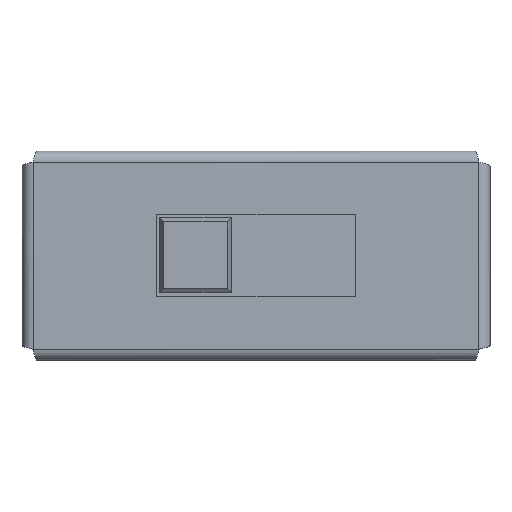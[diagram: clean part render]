
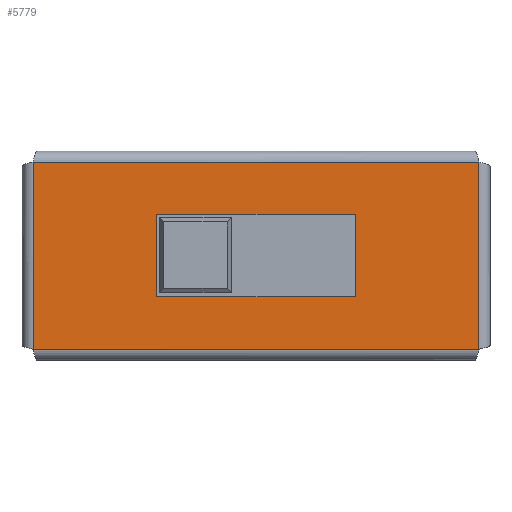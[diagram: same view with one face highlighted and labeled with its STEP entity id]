
A CAD part, top view. The second image highlights one B-rep face of the part: STEP entity #5779.
In plain terms, the highlighted planar face has unit normal (0, 0, 1).
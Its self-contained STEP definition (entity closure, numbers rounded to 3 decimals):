
#257 = EDGE_CURVE ( 'NONE', #4164, #11696, #16180, .T. ) ;
#386 = EDGE_CURVE ( 'NONE', #15312, #9550, #8333, .T. ) ;
#846 = VECTOR ( 'NONE', #6956, 1000. ) ;
#1276 = DIRECTION ( 'NONE',  ( 1., 0., 0. ) ) ;
#1450 = FACE_OUTER_BOUND ( 'NONE', #11717, .T. ) ;
#1816 = DIRECTION ( 'NONE',  ( -1., 0., 0. ) ) ;
#2555 = CARTESIAN_POINT ( 'NONE',  ( 0., 0., 0. ) ) ;
#2571 = CARTESIAN_POINT ( 'NONE',  ( -1.8, -0.75, 0. ) ) ;
#2666 = VERTEX_POINT ( 'NONE', #13774 ) ;
#3027 = VECTOR ( 'NONE', #1816, 1000. ) ;
#3278 = CARTESIAN_POINT ( 'NONE',  ( 1.8, 0.75, 0. ) ) ;
#3474 = EDGE_CURVE ( 'NONE', #11696, #9215, #6068, .T. ) ;
#3914 = LINE ( 'NONE', #6548, #7273 ) ;
#4164 = VERTEX_POINT ( 'NONE', #12768 ) ;
#4727 = CARTESIAN_POINT ( 'NONE',  ( -1.8, 0.75, 0. ) ) ;
#5051 = ORIENTED_EDGE ( 'NONE', *, *, #386, .T. ) ;
#5146 = CARTESIAN_POINT ( 'NONE',  ( -4.049, -1.699, 0. ) ) ;
#5530 = EDGE_LOOP ( 'NONE', ( #9211, #7523, #11854, #16702 ) ) ;
#5531 = VECTOR ( 'NONE', #10323, 1000. ) ;
#5702 = VERTEX_POINT ( 'NONE', #7154 ) ;
#5779 = ADVANCED_FACE ( 'NONE', ( #15457, #1450 ), #15541, .T. ) ;
#5893 = DIRECTION ( 'NONE',  ( 0., 1., 0. ) ) ;
#6068 = LINE ( 'NONE', #12564, #13142 ) ;
#6548 = CARTESIAN_POINT ( 'NONE',  ( -4.049, 1.699, 0. ) ) ;
#6569 = CARTESIAN_POINT ( 'NONE',  ( -1.8, -0.75, 0. ) ) ;
#6668 = EDGE_CURVE ( 'NONE', #9215, #10488, #8142, .T. ) ;
#6675 = LINE ( 'NONE', #5146, #5531 ) ;
#6956 = DIRECTION ( 'NONE',  ( 0., -1., 0. ) ) ;
#7154 = CARTESIAN_POINT ( 'NONE',  ( 4.049, -1.699, 0. ) ) ;
#7273 = VECTOR ( 'NONE', #11759, 1000. ) ;
#7523 = ORIENTED_EDGE ( 'NONE', *, *, #12693, .F. ) ;
#7533 = CARTESIAN_POINT ( 'NONE',  ( 4.049, 1.699, 0. ) ) ;
#7690 = CARTESIAN_POINT ( 'NONE',  ( 4.049, -1.699, 0. ) ) ;
#7741 = DIRECTION ( 'NONE',  ( 1., 0., 0. ) ) ;
#7854 = ORIENTED_EDGE ( 'NONE', *, *, #10166, .T. ) ;
#8059 = ORIENTED_EDGE ( 'NONE', *, *, #14312, .T. ) ;
#8142 = LINE ( 'NONE', #14779, #846 ) ;
#8333 = LINE ( 'NONE', #11071, #3027 ) ;
#8443 = DIRECTION ( 'NONE',  ( -1., 0., 0. ) ) ;
#8551 = CARTESIAN_POINT ( 'NONE',  ( 1.8, 0.75, 0. ) ) ;
#9211 = ORIENTED_EDGE ( 'NONE', *, *, #257, .F. ) ;
#9215 = VERTEX_POINT ( 'NONE', #4727 ) ;
#9550 = VERTEX_POINT ( 'NONE', #10040 ) ;
#9918 = LINE ( 'NONE', #7690, #10977 ) ;
#10040 = CARTESIAN_POINT ( 'NONE',  ( -4.049, 1.699, 0. ) ) ;
#10076 = DIRECTION ( 'NONE',  ( 0., 1., 0. ) ) ;
#10166 = EDGE_CURVE ( 'NONE', #9550, #2666, #3914, .T. ) ;
#10323 = DIRECTION ( 'NONE',  ( 1., 0., 0. ) ) ;
#10380 = VECTOR ( 'NONE', #7741, 1000. ) ;
#10488 = VERTEX_POINT ( 'NONE', #6569 ) ;
#10977 = VECTOR ( 'NONE', #10076, 1000. ) ;
#11071 = CARTESIAN_POINT ( 'NONE',  ( 4.049, 1.699, 0. ) ) ;
#11696 = VERTEX_POINT ( 'NONE', #8551 ) ;
#11717 = EDGE_LOOP ( 'NONE', ( #8059, #5051, #7854, #12805 ) ) ;
#11759 = DIRECTION ( 'NONE',  ( 0., -1., 0. ) ) ;
#11854 = ORIENTED_EDGE ( 'NONE', *, *, #6668, .F. ) ;
#12564 = CARTESIAN_POINT ( 'NONE',  ( -1.8, 0.75, 0. ) ) ;
#12693 = EDGE_CURVE ( 'NONE', #10488, #4164, #14288, .T. ) ;
#12768 = CARTESIAN_POINT ( 'NONE',  ( 1.8, -0.75, 0. ) ) ;
#12805 = ORIENTED_EDGE ( 'NONE', *, *, #14411, .T. ) ;
#12833 = AXIS2_PLACEMENT_3D ( 'NONE', #2555, #16895, #1276 ) ;
#13142 = VECTOR ( 'NONE', #8443, 1000. ) ;
#13774 = CARTESIAN_POINT ( 'NONE',  ( -4.049, -1.699, 0. ) ) ;
#14288 = LINE ( 'NONE', #2571, #10380 ) ;
#14312 = EDGE_CURVE ( 'NONE', #5702, #15312, #9918, .T. ) ;
#14411 = EDGE_CURVE ( 'NONE', #2666, #5702, #6675, .T. ) ;
#14779 = CARTESIAN_POINT ( 'NONE',  ( -1.8, 0.75, 0. ) ) ;
#15312 = VERTEX_POINT ( 'NONE', #7533 ) ;
#15457 = FACE_BOUND ( 'NONE', #5530, .T. ) ;
#15541 = PLANE ( 'NONE',  #12833 ) ;
#16180 = LINE ( 'NONE', #3278, #16651 ) ;
#16651 = VECTOR ( 'NONE', #5893, 1000. ) ;
#16702 = ORIENTED_EDGE ( 'NONE', *, *, #3474, .F. ) ;
#16895 = DIRECTION ( 'NONE',  ( 0., 0., 1. ) ) ;
